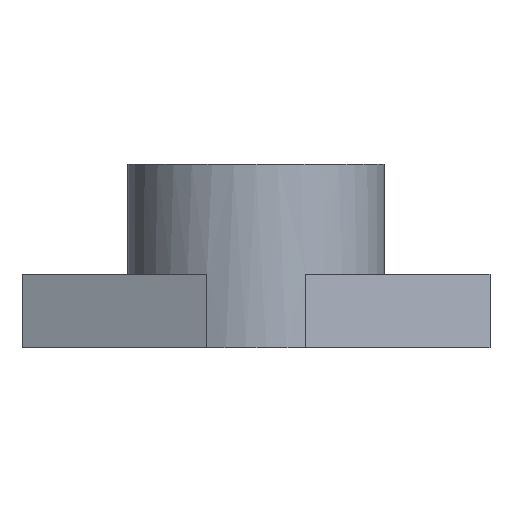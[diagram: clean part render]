
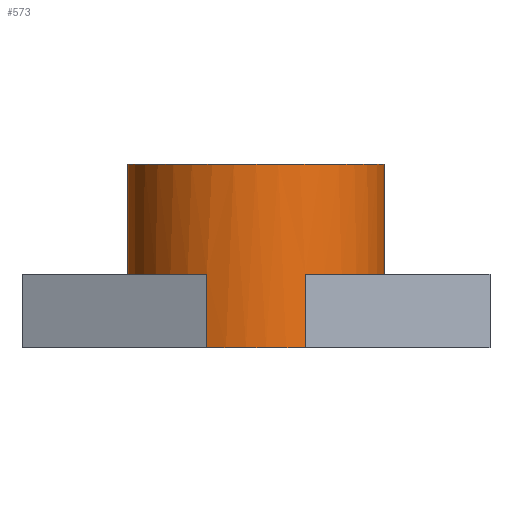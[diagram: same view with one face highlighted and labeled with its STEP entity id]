
A CAD part, front view. The second image highlights one B-rep face of the part: STEP entity #573.
In plain terms, the highlighted cylindrical face has radius 28 mm (diameter 56 mm), a partial arc.
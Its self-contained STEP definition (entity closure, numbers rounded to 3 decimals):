
#16 = ORIENTED_EDGE ( 'NONE', *, *, #1188, .F. ) ;
#17 = ORIENTED_EDGE ( 'NONE', *, *, #1187, .T. ) ;
#18 = ORIENTED_EDGE ( 'NONE', *, *, #1177, .F. ) ;
#19 = ORIENTED_EDGE ( 'NONE', *, *, #1189, .F. ) ;
#20 = ORIENTED_EDGE ( 'NONE', *, *, #1185, .F. ) ;
#21 = ORIENTED_EDGE ( 'NONE', *, *, #1186, .F. ) ;
#22 = ORIENTED_EDGE ( 'NONE', *, *, #1190, .F. ) ;
#23 = ORIENTED_EDGE ( 'NONE', *, *, #1191, .F. ) ;
#101 = EDGE_LOOP ( 'NONE', ( #16, #17, #18, #19, #20, #21, #22, #23 ) ) ;
#279 = FACE_OUTER_BOUND ( 'NONE', #101, .T. ) ;
#282 = CYLINDRICAL_SURFACE ( 'NONE', #918, 28. ) ;
#339 = CIRCLE ( 'NONE', #947, 28. ) ;
#343 = LINE ( 'NONE', #818, #348 ) ;
#344 = VECTOR ( 'NONE', #830, 1000. ) ;
#348 = VECTOR ( 'NONE', #819, 1000. ) ;
#350 = LINE ( 'NONE', #813, #352 ) ;
#351 = CIRCLE ( 'NONE', #952, 28. ) ;
#352 = VECTOR ( 'NONE', #821, 1000. ) ;
#353 = VECTOR ( 'NONE', #826, 1000. ) ;
#355 = LINE ( 'NONE', #820, #353 ) ;
#356 = CIRCLE ( 'NONE', #954, 28. ) ;
#358 = LINE ( 'NONE', #825, #344 ) ;
#359 = CIRCLE ( 'NONE', #951, 28. ) ;
#463 = CARTESIAN_POINT ( 'NONE',  ( -91.285, -25.869, 16. ) ) ;
#464 = CARTESIAN_POINT ( 'NONE',  ( -112.715, -25.869, 16. ) ) ;
#474 = VERTEX_POINT ( 'NONE', #478 ) ;
#475 = VERTEX_POINT ( 'NONE', #480 ) ;
#476 = VERTEX_POINT ( 'NONE', #464 ) ;
#477 = VERTEX_POINT ( 'NONE', #481 ) ;
#478 = CARTESIAN_POINT ( 'NONE',  ( -91.285, -25.869, 0. ) ) ;
#480 = CARTESIAN_POINT ( 'NONE',  ( -112.715, -25.869, 0. ) ) ;
#481 = CARTESIAN_POINT ( 'NONE',  ( -130., 0., 16. ) ) ;
#482 = VERTEX_POINT ( 'NONE', #463 ) ;
#491 = VERTEX_POINT ( 'NONE', #560 ) ;
#492 = VERTEX_POINT ( 'NONE', #554 ) ;
#498 = VERTEX_POINT ( 'NONE', #1163 ) ;
#554 = CARTESIAN_POINT ( 'NONE',  ( -74., 0., 40. ) ) ;
#560 = CARTESIAN_POINT ( 'NONE',  ( -130., 0., 40. ) ) ;
#573 = ADVANCED_FACE ( 'NONE', ( #279 ), #282, .T. ) ;
#683 = DIRECTION ( 'NONE',  ( 1., 0., 0. ) ) ;
#684 = DIRECTION ( 'NONE',  ( 0., 0., -1. ) ) ;
#685 = CARTESIAN_POINT ( 'NONE',  ( -102., 0., 16. ) ) ;
#795 = CARTESIAN_POINT ( 'NONE',  ( -102., 0., 16. ) ) ;
#796 = DIRECTION ( 'NONE',  ( 0., 0., -1. ) ) ;
#797 = DIRECTION ( 'NONE',  ( 1., 0., 0. ) ) ;
#806 = CARTESIAN_POINT ( 'NONE',  ( -102., 0., 0. ) ) ;
#813 = CARTESIAN_POINT ( 'NONE',  ( -130., 0., 16. ) ) ;
#816 = DIRECTION ( 'NONE',  ( 0., 0., -1. ) ) ;
#817 = DIRECTION ( 'NONE',  ( 1., 0., 0. ) ) ;
#818 = CARTESIAN_POINT ( 'NONE',  ( -91.285, -25.869, 16. ) ) ;
#819 = DIRECTION ( 'NONE',  ( 0., 0., -1. ) ) ;
#820 = CARTESIAN_POINT ( 'NONE',  ( -112.715, -25.869, 16. ) ) ;
#821 = DIRECTION ( 'NONE',  ( 0., 0., -1. ) ) ;
#822 = CARTESIAN_POINT ( 'NONE',  ( -102., 0., 40. ) ) ;
#823 = DIRECTION ( 'NONE',  ( 0., 0., 1. ) ) ;
#824 = DIRECTION ( 'NONE',  ( 1., 0., 0. ) ) ;
#825 = CARTESIAN_POINT ( 'NONE',  ( -74., 0., 16. ) ) ;
#826 = DIRECTION ( 'NONE',  ( 0., 0., 1. ) ) ;
#827 = CARTESIAN_POINT ( 'NONE',  ( -102., 0., 16. ) ) ;
#828 = DIRECTION ( 'NONE',  ( 0., 0., -1. ) ) ;
#829 = DIRECTION ( 'NONE',  ( 1., 0., 0. ) ) ;
#830 = DIRECTION ( 'NONE',  ( 0., 0., -1. ) ) ;
#918 = AXIS2_PLACEMENT_3D ( 'NONE', #685, #684, #683 ) ;
#947 = AXIS2_PLACEMENT_3D ( 'NONE', #795, #796, #797 ) ;
#951 = AXIS2_PLACEMENT_3D ( 'NONE', #827, #828, #829 ) ;
#952 = AXIS2_PLACEMENT_3D ( 'NONE', #806, #816, #817 ) ;
#954 = AXIS2_PLACEMENT_3D ( 'NONE', #822, #823, #824 ) ;
#1163 = CARTESIAN_POINT ( 'NONE',  ( -74., 0., 16. ) ) ;
#1177 = EDGE_CURVE ( 'NONE', #476, #477, #339, .T. ) ;
#1185 = EDGE_CURVE ( 'NONE', #474, #475, #351, .T. ) ;
#1186 = EDGE_CURVE ( 'NONE', #482, #474, #343, .T. ) ;
#1187 = EDGE_CURVE ( 'NONE', #491, #477, #350, .T. ) ;
#1188 = EDGE_CURVE ( 'NONE', #491, #492, #356, .T. ) ;
#1189 = EDGE_CURVE ( 'NONE', #475, #476, #355, .T. ) ;
#1190 = EDGE_CURVE ( 'NONE', #498, #482, #359, .T. ) ;
#1191 = EDGE_CURVE ( 'NONE', #492, #498, #358, .T. ) ;
